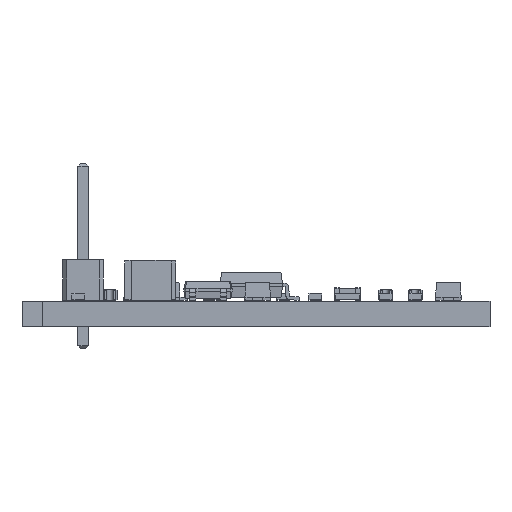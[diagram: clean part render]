
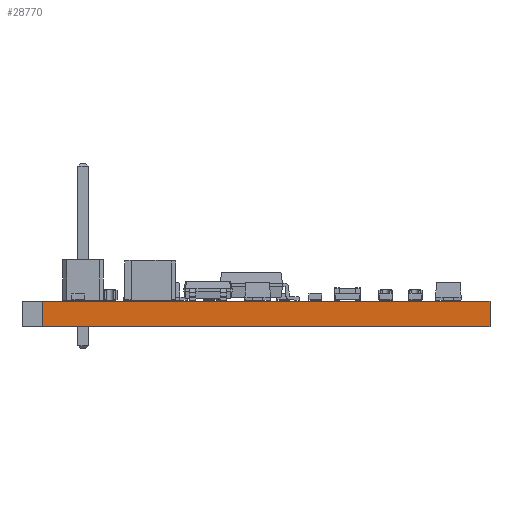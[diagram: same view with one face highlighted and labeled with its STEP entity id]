
A CAD part, front view. The second image highlights one B-rep face of the part: STEP entity #28770.
In plain terms, the highlighted planar face has unit normal (0, -1, 0).
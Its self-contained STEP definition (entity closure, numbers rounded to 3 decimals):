
#27421 = PLANE('',#27422);
#27422 = AXIS2_PLACEMENT_3D('',#27423,#27424,#27425);
#27423 = CARTESIAN_POINT('',(115.112,-74.812,1.6));
#27424 = DIRECTION('',(0.,0.,1.));
#27425 = DIRECTION('',(1.,0.,0.));
#27475 = PLANE('',#27476);
#27476 = AXIS2_PLACEMENT_3D('',#27477,#27478,#27479);
#27477 = CARTESIAN_POINT('',(115.112,-74.812,0.));
#27478 = DIRECTION('',(0.,0.,1.));
#27479 = DIRECTION('',(1.,0.,0.));
#27606 = PLANE('',#27607);
#27607 = AXIS2_PLACEMENT_3D('',#27608,#27609,#27610);
#27608 = CARTESIAN_POINT('',(101.6,-74.93,0.));
#27609 = DIRECTION('',(1.,0.,0.));
#27610 = DIRECTION('',(0.,-1.,0.));
#27645 = VERTEX_POINT('',#27646);
#27646 = CARTESIAN_POINT('',(101.6,-87.63,0.));
#27667 = EDGE_CURVE('',#27645,#27668,#27670,.T.);
#27668 = VERTEX_POINT('',#27669);
#27669 = CARTESIAN_POINT('',(129.54,-87.63,0.));
#27670 = SURFACE_CURVE('',#27671,(#27675,#27682),.PCURVE_S1.);
#27671 = LINE('',#27672,#27673);
#27672 = CARTESIAN_POINT('',(101.6,-87.63,0.));
#27673 = VECTOR('',#27674,1.);
#27674 = DIRECTION('',(1.,0.,0.));
#27675 = PCURVE('',#27475,#27676);
#27676 = DEFINITIONAL_REPRESENTATION('',(#27677),#27681);
#27677 = LINE('',#27678,#27679);
#27678 = CARTESIAN_POINT('',(-13.512,-12.818));
#27679 = VECTOR('',#27680,1.);
#27680 = DIRECTION('',(1.,0.));
#27681 = ( GEOMETRIC_REPRESENTATION_CONTEXT(2) 
PARAMETRIC_REPRESENTATION_CONTEXT() REPRESENTATION_CONTEXT('2D SPACE',''
  ) );
#27682 = PCURVE('',#27683,#27688);
#27683 = PLANE('',#27684);
#27684 = AXIS2_PLACEMENT_3D('',#27685,#27686,#27687);
#27685 = CARTESIAN_POINT('',(101.6,-87.63,0.));
#27686 = DIRECTION('',(0.,1.,0.));
#27687 = DIRECTION('',(1.,0.,0.));
#27688 = DEFINITIONAL_REPRESENTATION('',(#27689),#27693);
#27689 = LINE('',#27690,#27691);
#27690 = CARTESIAN_POINT('',(0.,0.));
#27691 = VECTOR('',#27692,1.);
#27692 = DIRECTION('',(1.,0.));
#27693 = ( GEOMETRIC_REPRESENTATION_CONTEXT(2) 
PARAMETRIC_REPRESENTATION_CONTEXT() REPRESENTATION_CONTEXT('2D SPACE',''
  ) );
#27711 = PLANE('',#27712);
#27712 = AXIS2_PLACEMENT_3D('',#27713,#27714,#27715);
#27713 = CARTESIAN_POINT('',(129.54,-87.63,0.));
#27714 = DIRECTION('',(-1.,0.,0.));
#27715 = DIRECTION('',(0.,1.,0.));
#28213 = VERTEX_POINT('',#28214);
#28214 = CARTESIAN_POINT('',(101.6,-87.63,1.6));
#28235 = EDGE_CURVE('',#28213,#28236,#28238,.T.);
#28236 = VERTEX_POINT('',#28237);
#28237 = CARTESIAN_POINT('',(129.54,-87.63,1.6));
#28238 = SURFACE_CURVE('',#28239,(#28243,#28250),.PCURVE_S1.);
#28239 = LINE('',#28240,#28241);
#28240 = CARTESIAN_POINT('',(101.6,-87.63,1.6));
#28241 = VECTOR('',#28242,1.);
#28242 = DIRECTION('',(1.,0.,0.));
#28243 = PCURVE('',#27421,#28244);
#28244 = DEFINITIONAL_REPRESENTATION('',(#28245),#28249);
#28245 = LINE('',#28246,#28247);
#28246 = CARTESIAN_POINT('',(-13.512,-12.818));
#28247 = VECTOR('',#28248,1.);
#28248 = DIRECTION('',(1.,0.));
#28249 = ( GEOMETRIC_REPRESENTATION_CONTEXT(2) 
PARAMETRIC_REPRESENTATION_CONTEXT() REPRESENTATION_CONTEXT('2D SPACE',''
  ) );
#28250 = PCURVE('',#27683,#28251);
#28251 = DEFINITIONAL_REPRESENTATION('',(#28252),#28256);
#28252 = LINE('',#28253,#28254);
#28253 = CARTESIAN_POINT('',(0.,-1.6));
#28254 = VECTOR('',#28255,1.);
#28255 = DIRECTION('',(1.,0.));
#28256 = ( GEOMETRIC_REPRESENTATION_CONTEXT(2) 
PARAMETRIC_REPRESENTATION_CONTEXT() REPRESENTATION_CONTEXT('2D SPACE',''
  ) );
#28722 = EDGE_CURVE('',#27645,#28213,#28723,.T.);
#28723 = SURFACE_CURVE('',#28724,(#28728,#28735),.PCURVE_S1.);
#28724 = LINE('',#28725,#28726);
#28725 = CARTESIAN_POINT('',(101.6,-87.63,0.));
#28726 = VECTOR('',#28727,1.);
#28727 = DIRECTION('',(0.,0.,1.));
#28728 = PCURVE('',#27606,#28729);
#28729 = DEFINITIONAL_REPRESENTATION('',(#28730),#28734);
#28730 = LINE('',#28731,#28732);
#28731 = CARTESIAN_POINT('',(12.7,0.));
#28732 = VECTOR('',#28733,1.);
#28733 = DIRECTION('',(0.,-1.));
#28734 = ( GEOMETRIC_REPRESENTATION_CONTEXT(2) 
PARAMETRIC_REPRESENTATION_CONTEXT() REPRESENTATION_CONTEXT('2D SPACE',''
  ) );
#28735 = PCURVE('',#27683,#28736);
#28736 = DEFINITIONAL_REPRESENTATION('',(#28737),#28741);
#28737 = LINE('',#28738,#28739);
#28738 = CARTESIAN_POINT('',(0.,0.));
#28739 = VECTOR('',#28740,1.);
#28740 = DIRECTION('',(0.,-1.));
#28741 = ( GEOMETRIC_REPRESENTATION_CONTEXT(2) 
PARAMETRIC_REPRESENTATION_CONTEXT() REPRESENTATION_CONTEXT('2D SPACE',''
  ) );
#28770 = ADVANCED_FACE('',(#28771),#27683,.F.);
#28771 = FACE_BOUND('',#28772,.F.);
#28772 = EDGE_LOOP('',(#28773,#28774,#28775,#28796));
#28773 = ORIENTED_EDGE('',*,*,#28722,.T.);
#28774 = ORIENTED_EDGE('',*,*,#28235,.T.);
#28775 = ORIENTED_EDGE('',*,*,#28776,.F.);
#28776 = EDGE_CURVE('',#27668,#28236,#28777,.T.);
#28777 = SURFACE_CURVE('',#28778,(#28782,#28789),.PCURVE_S1.);
#28778 = LINE('',#28779,#28780);
#28779 = CARTESIAN_POINT('',(129.54,-87.63,0.));
#28780 = VECTOR('',#28781,1.);
#28781 = DIRECTION('',(0.,0.,1.));
#28782 = PCURVE('',#27683,#28783);
#28783 = DEFINITIONAL_REPRESENTATION('',(#28784),#28788);
#28784 = LINE('',#28785,#28786);
#28785 = CARTESIAN_POINT('',(27.94,0.));
#28786 = VECTOR('',#28787,1.);
#28787 = DIRECTION('',(0.,-1.));
#28788 = ( GEOMETRIC_REPRESENTATION_CONTEXT(2) 
PARAMETRIC_REPRESENTATION_CONTEXT() REPRESENTATION_CONTEXT('2D SPACE',''
  ) );
#28789 = PCURVE('',#27711,#28790);
#28790 = DEFINITIONAL_REPRESENTATION('',(#28791),#28795);
#28791 = LINE('',#28792,#28793);
#28792 = CARTESIAN_POINT('',(0.,0.));
#28793 = VECTOR('',#28794,1.);
#28794 = DIRECTION('',(0.,-1.));
#28795 = ( GEOMETRIC_REPRESENTATION_CONTEXT(2) 
PARAMETRIC_REPRESENTATION_CONTEXT() REPRESENTATION_CONTEXT('2D SPACE',''
  ) );
#28796 = ORIENTED_EDGE('',*,*,#27667,.F.);
